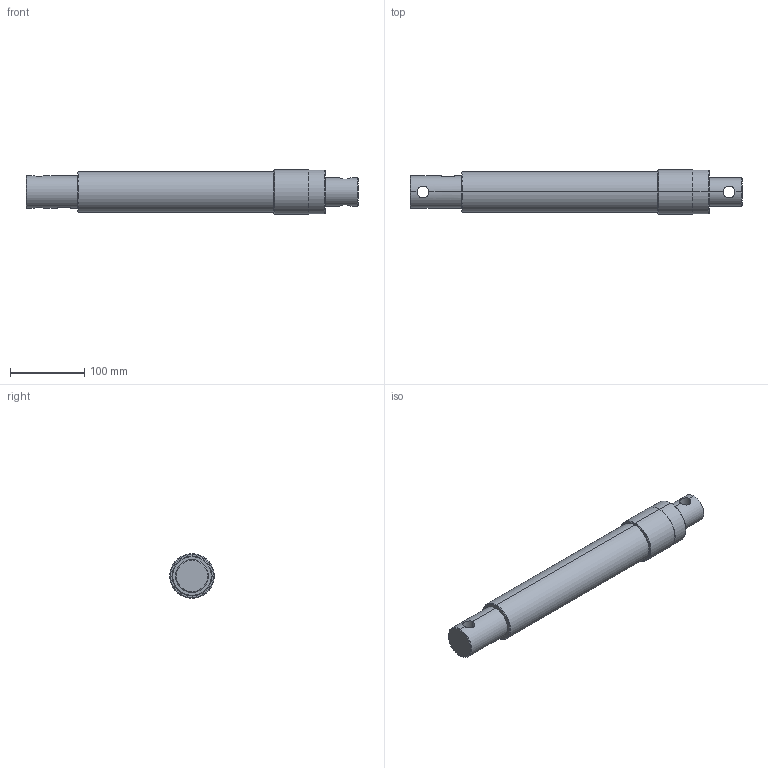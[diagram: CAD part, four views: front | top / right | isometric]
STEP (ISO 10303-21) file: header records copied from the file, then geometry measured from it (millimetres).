
FILE_DESCRIPTION (( 'STEP AP214' ), '1' );
FILE_NAME ('WSP-1.5x10 MYE.STEP', '2023-07-07T09:42:27', ( '' ), ( '' ), 'SwSTEP 2.0', 'SolidWorks 2014', '' );
FILE_SCHEMA (( 'AUTOMOTIVE_DESIGN' ));
Length unit declared in the file: millimetre
Products named in the file (3): BORE; WSP-1.5x10 MYE; ROD
Assembly tree (2 placements, depth 2):
  WSP-1.5x10 MYE
    BORE
    ROD
Bounding box: 448 x 60 x 60 mm (x, y, z)
Volume: 825259.8 mm3; surface area: 172410.1 mm2
Topology: 2 solids, 2 shells, 74 faces, 170 edges, 101 vertices
Faces by surface type: cylinder 29, cone 26, plane 19
Entity records: 2839 total; most frequent: CARTESIAN_POINT 1038, DIRECTION 379, ORIENTED_EDGE 336, EDGE_CURVE 168, AXIS2_PLACEMENT_3D 154, VERTEX_POINT 101, EDGE_LOOP 87, CIRCLE 75
